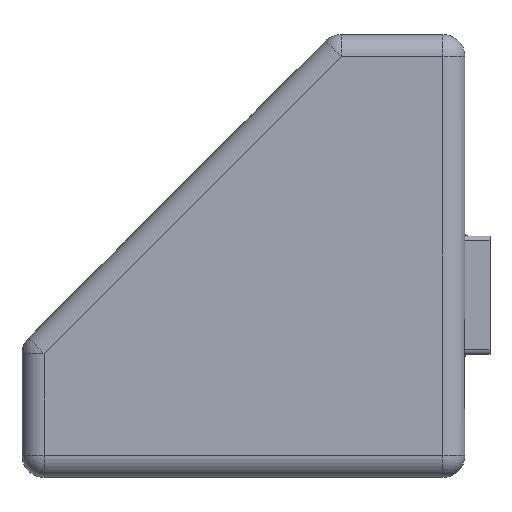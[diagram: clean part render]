
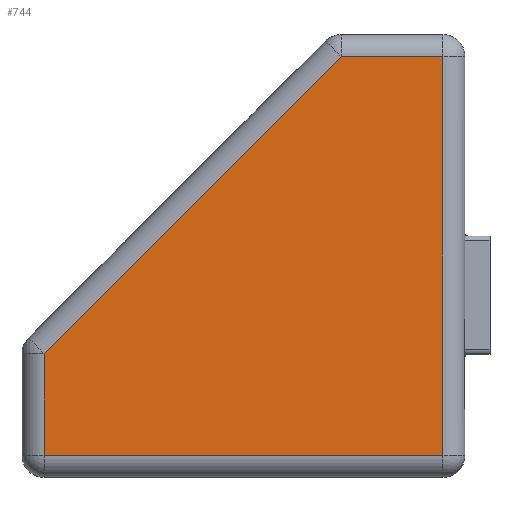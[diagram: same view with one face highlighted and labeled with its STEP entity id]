
A CAD part, left-side view. The second image highlights one B-rep face of the part: STEP entity #744.
In plain terms, the highlighted planar face has unit normal (-1, 0, 0).
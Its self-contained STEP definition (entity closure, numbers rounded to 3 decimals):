
#744=ADVANCED_FACE('NONE',(#2095),#2096,.F.);
#2095=FACE_OUTER_BOUND('',#4171,.T.);
#2096=PLANE('',#4172);
#4171=EDGE_LOOP('',(#6818,#6819,#6820,#6821,#6822));
#4172=AXIS2_PLACEMENT_3D('',#6823,#6824,#6825);
#6818=ORIENTED_EDGE('',*,*,#12910,.T.);
#6819=ORIENTED_EDGE('',*,*,#12911,.T.);
#6820=ORIENTED_EDGE('',*,*,#12912,.T.);
#6821=ORIENTED_EDGE('',*,*,#12913,.T.);
#6822=ORIENTED_EDGE('',*,*,#12914,.T.);
#6823=CARTESIAN_POINT('',(-30.0,0.0,30.0));
#6824=DIRECTION('',(1.0,0.0,0.0));
#6825=DIRECTION('',(0.0,1.0,0.0));
#12910=EDGE_CURVE('NONE',#15533,#15534,#15535,.T.);
#12911=EDGE_CURVE('NONE',#15534,#15536,#15537,.T.);
#12912=EDGE_CURVE('NONE',#15536,#15538,#15539,.T.);
#12913=EDGE_CURVE('NONE',#15538,#15540,#15541,.T.);
#12914=EDGE_CURVE('NONE',#15540,#15533,#15542,.T.);
#15533=VERTEX_POINT('NONE',#19761);
#15534=VERTEX_POINT('NONE',#19762);
#15535=LINE('',#19763,#19764);
#15536=VERTEX_POINT('NONE',#19765);
#15537=LINE('',#19766,#19767);
#15538=VERTEX_POINT('NONE',#19768);
#15539=LINE('',#19769,#19770);
#15540=VERTEX_POINT('NONE',#19771);
#15541=LINE('',#19772,#19773);
#15542=LINE('',#19774,#19775);
#19761=CARTESIAN_POINT('',(-30.0,28.5,1.5));
#19762=CARTESIAN_POINT('',(-30.0,1.5,1.5));
#19763=CARTESIAN_POINT('',(-30.0,0.0,1.5));
#19764=VECTOR('',#25720,1000.0);
#19765=CARTESIAN_POINT('',(-30.0,1.5,28.5));
#19766=CARTESIAN_POINT('',(-30.0,1.5,30.0));
#19767=VECTOR('',#25721,1000.0);
#19768=CARTESIAN_POINT('',(-30.0,8.379,28.5));
#19769=CARTESIAN_POINT('',(-30.0,0.0,28.5));
#19770=VECTOR('',#25722,1000.0);
#19771=CARTESIAN_POINT('',(-30.0,28.5,8.379));
#19772=CARTESIAN_POINT('',(-30.0,3.439,33.439));
#19773=VECTOR('',#25723,1000.0);
#19774=CARTESIAN_POINT('',(-30.0,28.5,30.0));
#19775=VECTOR('',#25724,1000.0);
#25720=DIRECTION('',(0.0,-1.0,0.0));
#25721=DIRECTION('',(0.0,0.0,1.0));
#25722=DIRECTION('',(0.0,1.0,0.0));
#25723=DIRECTION('',(0.0,0.707,-0.707));
#25724=DIRECTION('',(0.0,0.0,-1.0));
